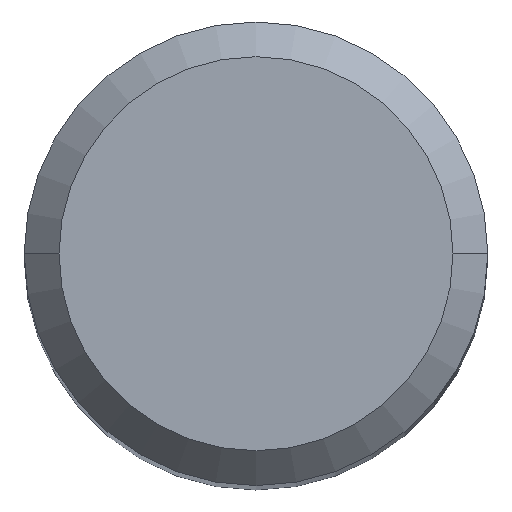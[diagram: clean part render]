
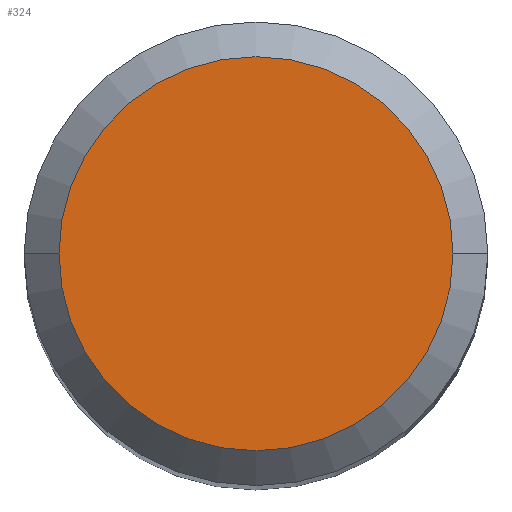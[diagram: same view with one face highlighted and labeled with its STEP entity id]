
A CAD part, top view. The second image highlights one B-rep face of the part: STEP entity #324.
In plain terms, the highlighted planar face has unit normal (0, 0, 1).
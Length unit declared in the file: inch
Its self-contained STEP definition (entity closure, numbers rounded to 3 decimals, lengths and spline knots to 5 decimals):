
#19 = ORIENTED_EDGE ( 'NONE', *, *, #389, .T. ) ;
#27 = DIRECTION ( 'NONE',  ( 1., 0., 0. ) ) ;
#63 = AXIS2_PLACEMENT_3D ( 'NONE', #102, #300, #219 ) ;
#71 = CIRCLE ( 'NONE', #225, 0.13281 ) ;
#102 = CARTESIAN_POINT ( 'NONE',  ( 0., 0., 0. ) ) ;
#110 = DIRECTION ( 'NONE',  ( 0., 0., -1. ) ) ;
#133 = PLANE ( 'NONE',  #181 ) ;
#149 = CARTESIAN_POINT ( 'NONE',  ( 0., 0., 0. ) ) ;
#167 = DIRECTION ( 'NONE',  ( 0., 0., 1. ) ) ;
#177 = DIRECTION ( 'NONE',  ( -1., 0., 0. ) ) ;
#181 = AXIS2_PLACEMENT_3D ( 'NONE', #149, #110, #177 ) ;
#182 = VERTEX_POINT ( 'NONE', #466 ) ;
#219 = DIRECTION ( 'NONE',  ( 1., 0., 0. ) ) ;
#225 = AXIS2_PLACEMENT_3D ( 'NONE', #358, #167, #27 ) ;
#242 = CIRCLE ( 'NONE', #63, 0.13281 ) ;
#278 = EDGE_CURVE ( 'NONE', #368, #182, #71, .T. ) ;
#293 = CARTESIAN_POINT ( 'NONE',  ( 0.13281, 0., 0. ) ) ;
#300 = DIRECTION ( 'NONE',  ( 0., 0., 1. ) ) ;
#311 = EDGE_LOOP ( 'NONE', ( #19, #392 ) ) ;
#324 = ADVANCED_FACE ( 'NONE', ( #370 ), #133, .F. ) ;
#358 = CARTESIAN_POINT ( 'NONE',  ( 0., 0., 0. ) ) ;
#368 = VERTEX_POINT ( 'NONE', #293 ) ;
#370 = FACE_OUTER_BOUND ( 'NONE', #311, .T. ) ;
#389 = EDGE_CURVE ( 'NONE', #182, #368, #242, .T. ) ;
#392 = ORIENTED_EDGE ( 'NONE', *, *, #278, .T. ) ;
#466 = CARTESIAN_POINT ( 'NONE',  ( -0.13281, 0., 0. ) ) ;
